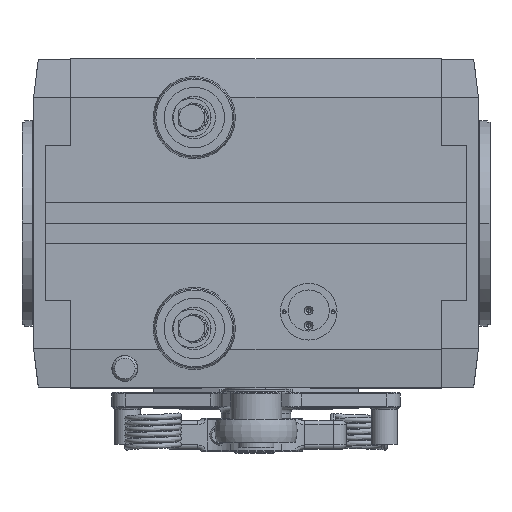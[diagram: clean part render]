
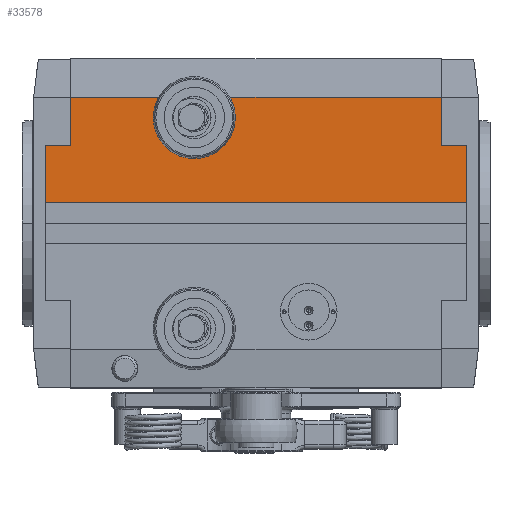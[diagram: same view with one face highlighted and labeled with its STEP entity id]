
A CAD part, top view. The second image highlights one B-rep face of the part: STEP entity #33578.
In plain terms, the highlighted planar face has unit normal (0, 0, 1).
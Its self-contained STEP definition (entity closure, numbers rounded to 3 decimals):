
#2913 = ORIENTED_EDGE ( 'NONE', *, *, #38420, .F. ) ;
#3950 = EDGE_CURVE ( 'NONE', #64548, #151819, #156174, .T. ) ;
#6064 = DIRECTION ( 'NONE',  ( 0., -1., 0. ) ) ;
#8521 = CARTESIAN_POINT ( 'NONE',  ( 82., 49., 55. ) ) ;
#9332 = LINE ( 'NONE', #8521, #161712 ) ;
#13999 = ORIENTED_EDGE ( 'NONE', *, *, #142685, .T. ) ;
#17047 = ORIENTED_EDGE ( 'NONE', *, *, #125724, .F. ) ;
#18761 = DIRECTION ( 'NONE',  ( 1., 0., 0. ) ) ;
#19237 = VECTOR ( 'NONE', #103248, 1000. ) ;
#23131 = DIRECTION ( 'NONE',  ( 0., -1., 0. ) ) ;
#23642 = VECTOR ( 'NONE', #94496, 1000. ) ;
#24741 = ORIENTED_EDGE ( 'NONE', *, *, #26363, .T. ) ;
#25647 = EDGE_CURVE ( 'NONE', #44908, #64352, #31480, .T. ) ;
#26363 = EDGE_CURVE ( 'NONE', #44908, #128868, #72767, .T. ) ;
#27426 = CARTESIAN_POINT ( 'NONE',  ( -82., 8., 55. ) ) ;
#29540 = CARTESIAN_POINT ( 'NONE',  ( 82., 8., 55. ) ) ;
#31480 = LINE ( 'NONE', #83249, #152450 ) ;
#33578 = ADVANCED_FACE ( 'NONE', ( #43422, #81190 ), #44212, .F. ) ;
#34152 = AXIS2_PLACEMENT_3D ( 'NONE', #87522, #62138, #162482 ) ;
#34933 = VERTEX_POINT ( 'NONE', #152261 ) ;
#35394 = DIRECTION ( 'NONE',  ( -1., 0., 0. ) ) ;
#37498 = CIRCLE ( 'NONE', #110938, 5. ) ;
#38420 = EDGE_CURVE ( 'NONE', #132525, #123675, #144403, .T. ) ;
#39437 = VECTOR ( 'NONE', #112207, 1000. ) ;
#40240 = DIRECTION ( 'NONE',  ( 0., -1., 0. ) ) ;
#43008 = CARTESIAN_POINT ( 'NONE',  ( 72., 49., 55. ) ) ;
#43422 = FACE_BOUND ( 'NONE', #150858, .T. ) ;
#43503 = CARTESIAN_POINT ( 'NONE',  ( -72., 30., 55. ) ) ;
#44212 = PLANE ( 'NONE',  #55245 ) ;
#44908 = VERTEX_POINT ( 'NONE', #154718 ) ;
#55245 = AXIS2_PLACEMENT_3D ( 'NONE', #104171, #93486, #18761 ) ;
#55936 = EDGE_CURVE ( 'NONE', #123675, #132525, #37498, .T. ) ;
#59244 = VERTEX_POINT ( 'NONE', #43008 ) ;
#62138 = DIRECTION ( 'NONE',  ( 0., 0., 1. ) ) ;
#64352 = VERTEX_POINT ( 'NONE', #71264 ) ;
#64548 = VERTEX_POINT ( 'NONE', #155613 ) ;
#68433 = EDGE_CURVE ( 'NONE', #151819, #34933, #121749, .T. ) ;
#71264 = CARTESIAN_POINT ( 'NONE',  ( 82., 8., 55. ) ) ;
#72767 = LINE ( 'NONE', #124620, #39437 ) ;
#74023 = LINE ( 'NONE', #85562, #102698 ) ;
#74976 = EDGE_CURVE ( 'NONE', #34933, #118778, #74023, .T. ) ;
#78802 = CARTESIAN_POINT ( 'NONE',  ( 72., 30., 55. ) ) ;
#81190 = FACE_OUTER_BOUND ( 'NONE', #109107, .T. ) ;
#83249 = CARTESIAN_POINT ( 'NONE',  ( 82., 49., 55. ) ) ;
#84680 = CARTESIAN_POINT ( 'NONE',  ( -82., 30., 55. ) ) ;
#85562 = CARTESIAN_POINT ( 'NONE',  ( -82., 49., 55. ) ) ;
#87522 = CARTESIAN_POINT ( 'NONE',  ( -25., 41., 55. ) ) ;
#93486 = DIRECTION ( 'NONE',  ( 0., 0., -1. ) ) ;
#94496 = DIRECTION ( 'NONE',  ( -1., 0., 0. ) ) ;
#95136 = ORIENTED_EDGE ( 'NONE', *, *, #3950, .T. ) ;
#100719 = ORIENTED_EDGE ( 'NONE', *, *, #74976, .T. ) ;
#102698 = VECTOR ( 'NONE', #23131, 1000. ) ;
#103248 = DIRECTION ( 'NONE',  ( 0., 1., 0. ) ) ;
#104171 = CARTESIAN_POINT ( 'NONE',  ( 82., 49., 55. ) ) ;
#107720 = ORIENTED_EDGE ( 'NONE', *, *, #150631, .T. ) ;
#109107 = EDGE_LOOP ( 'NONE', ( #161856, #24741, #13999, #107720, #95136, #113303, #100719, #17047 ) ) ;
#110938 = AXIS2_PLACEMENT_3D ( 'NONE', #162048, #123373, #35394 ) ;
#112207 = DIRECTION ( 'NONE',  ( -1., 0., 0. ) ) ;
#113303 = ORIENTED_EDGE ( 'NONE', *, *, #68433, .T. ) ;
#115681 = LINE ( 'NONE', #152672, #19237 ) ;
#118376 = DIRECTION ( 'NONE',  ( -1., 0., 0. ) ) ;
#118778 = VERTEX_POINT ( 'NONE', #27426 ) ;
#119494 = CARTESIAN_POINT ( 'NONE',  ( -30., 41., 55. ) ) ;
#120419 = CARTESIAN_POINT ( 'NONE',  ( -20., 41., 55. ) ) ;
#121749 = LINE ( 'NONE', #84680, #23642 ) ;
#123373 = DIRECTION ( 'NONE',  ( 0., 0., 1. ) ) ;
#123675 = VERTEX_POINT ( 'NONE', #119494 ) ;
#124620 = CARTESIAN_POINT ( 'NONE',  ( 82., 30., 55. ) ) ;
#125724 = EDGE_CURVE ( 'NONE', #64352, #118778, #155357, .T. ) ;
#128868 = VERTEX_POINT ( 'NONE', #78802 ) ;
#132525 = VERTEX_POINT ( 'NONE', #120419 ) ;
#135094 = VECTOR ( 'NONE', #40240, 1000. ) ;
#138220 = ORIENTED_EDGE ( 'NONE', *, *, #55936, .F. ) ;
#142125 = CARTESIAN_POINT ( 'NONE',  ( -72., 30., 55. ) ) ;
#142685 = EDGE_CURVE ( 'NONE', #128868, #59244, #115681, .T. ) ;
#144403 = CIRCLE ( 'NONE', #34152, 5. ) ;
#150631 = EDGE_CURVE ( 'NONE', #59244, #64548, #9332, .T. ) ;
#150858 = EDGE_LOOP ( 'NONE', ( #138220, #2913 ) ) ;
#151110 = VECTOR ( 'NONE', #118376, 1000. ) ;
#151819 = VERTEX_POINT ( 'NONE', #142125 ) ;
#152261 = CARTESIAN_POINT ( 'NONE',  ( -82., 30., 55. ) ) ;
#152450 = VECTOR ( 'NONE', #6064, 1000. ) ;
#152672 = CARTESIAN_POINT ( 'NONE',  ( 72., 30., 55. ) ) ;
#154718 = CARTESIAN_POINT ( 'NONE',  ( 82., 30., 55. ) ) ;
#155357 = LINE ( 'NONE', #29540, #151110 ) ;
#155613 = CARTESIAN_POINT ( 'NONE',  ( -72., 49., 55. ) ) ;
#156174 = LINE ( 'NONE', #43503, #135094 ) ;
#159053 = DIRECTION ( 'NONE',  ( -1., 0., 0. ) ) ;
#161712 = VECTOR ( 'NONE', #159053, 1000. ) ;
#161856 = ORIENTED_EDGE ( 'NONE', *, *, #25647, .F. ) ;
#162048 = CARTESIAN_POINT ( 'NONE',  ( -25., 41., 55. ) ) ;
#162482 = DIRECTION ( 'NONE',  ( -1., 0., 0. ) ) ;
